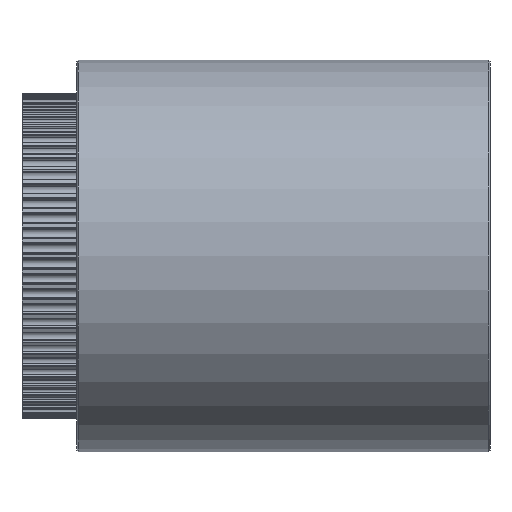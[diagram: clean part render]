
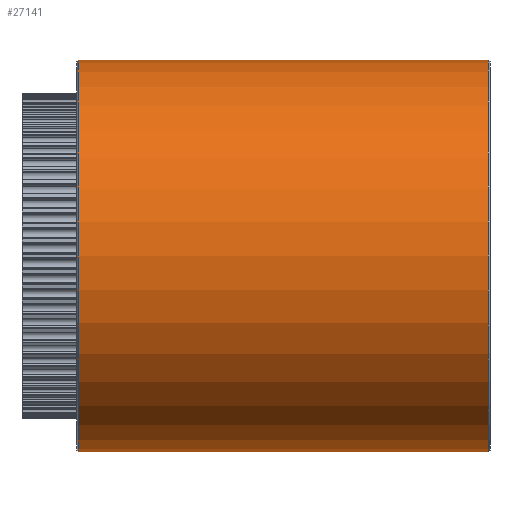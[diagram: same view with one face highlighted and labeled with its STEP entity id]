
A CAD part, front view. The second image highlights one B-rep face of the part: STEP entity #27141.
In plain terms, the highlighted cylindrical face has radius 25 mm (diameter 50 mm), a partial arc.
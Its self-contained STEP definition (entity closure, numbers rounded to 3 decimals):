
#979 = LINE ( 'NONE', #22203, #5518 ) ;
#2645 = CIRCLE ( 'NONE', #7501, 25. ) ;
#2672 = DIRECTION ( 'NONE',  ( -1., 0., 0. ) ) ;
#5518 = VECTOR ( 'NONE', #10234, 1000. ) ;
#5820 = VERTEX_POINT ( 'NONE', #13865 ) ;
#6436 = DIRECTION ( 'NONE',  ( 1., 0., 0. ) ) ;
#6742 = DIRECTION ( 'NONE',  ( 0., 0., -1. ) ) ;
#6875 = LINE ( 'NONE', #29317, #11115 ) ;
#7088 = CARTESIAN_POINT ( 'NONE',  ( 5., 0., -25. ) ) ;
#7501 = AXIS2_PLACEMENT_3D ( 'NONE', #24560, #9632, #12740 ) ;
#9476 = EDGE_CURVE ( 'NONE', #14565, #29002, #6875, .T. ) ;
#9632 = DIRECTION ( 'NONE',  ( -1., 0., 0. ) ) ;
#9714 = ORIENTED_EDGE ( 'NONE', *, *, #14016, .T. ) ;
#10234 = DIRECTION ( 'NONE',  ( -1., 0., 0. ) ) ;
#10992 = CARTESIAN_POINT ( 'NONE',  ( 5., 0., 0. ) ) ;
#11115 = VECTOR ( 'NONE', #13683, 1000. ) ;
#12536 = EDGE_CURVE ( 'NONE', #5820, #23258, #979, .T. ) ;
#12740 = DIRECTION ( 'NONE',  ( 0., 0., -1. ) ) ;
#13683 = DIRECTION ( 'NONE',  ( -1., 0., 0. ) ) ;
#13865 = CARTESIAN_POINT ( 'NONE',  ( 57.4, 0., 25. ) ) ;
#14016 = EDGE_CURVE ( 'NONE', #23258, #29002, #20063, .T. ) ;
#14565 = VERTEX_POINT ( 'NONE', #28073 ) ;
#15234 = CARTESIAN_POINT ( 'NONE',  ( 5., 0., 25. ) ) ;
#15421 = ORIENTED_EDGE ( 'NONE', *, *, #12536, .T. ) ;
#19483 = EDGE_LOOP ( 'NONE', ( #27547, #28288, #15421, #9714 ) ) ;
#20063 = CIRCLE ( 'NONE', #29260, 25. ) ;
#22203 = CARTESIAN_POINT ( 'NONE',  ( -24.671, 0., 25. ) ) ;
#23258 = VERTEX_POINT ( 'NONE', #15234 ) ;
#23296 = DIRECTION ( 'NONE',  ( 0., 0., 1. ) ) ;
#24560 = CARTESIAN_POINT ( 'NONE',  ( 57.4, 0., 0. ) ) ;
#27141 = ADVANCED_FACE ( 'NONE', ( #28007 ), #29976, .T. ) ;
#27547 = ORIENTED_EDGE ( 'NONE', *, *, #9476, .F. ) ;
#27709 = EDGE_CURVE ( 'NONE', #14565, #5820, #2645, .T. ) ;
#27845 = CARTESIAN_POINT ( 'NONE',  ( -24.671, 0., 0. ) ) ;
#28007 = FACE_OUTER_BOUND ( 'NONE', #19483, .T. ) ;
#28073 = CARTESIAN_POINT ( 'NONE',  ( 57.4, 0., -25. ) ) ;
#28288 = ORIENTED_EDGE ( 'NONE', *, *, #27709, .T. ) ;
#28448 = AXIS2_PLACEMENT_3D ( 'NONE', #27845, #2672, #23296 ) ;
#29002 = VERTEX_POINT ( 'NONE', #7088 ) ;
#29260 = AXIS2_PLACEMENT_3D ( 'NONE', #10992, #6436, #6742 ) ;
#29317 = CARTESIAN_POINT ( 'NONE',  ( -24.671, 0., -25. ) ) ;
#29976 = CYLINDRICAL_SURFACE ( 'NONE', #28448, 25. ) ;
